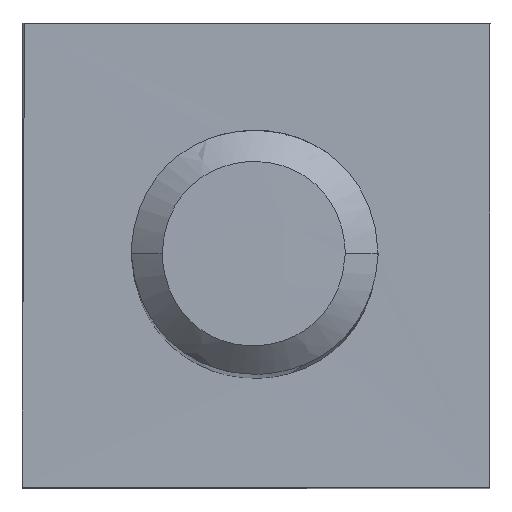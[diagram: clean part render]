
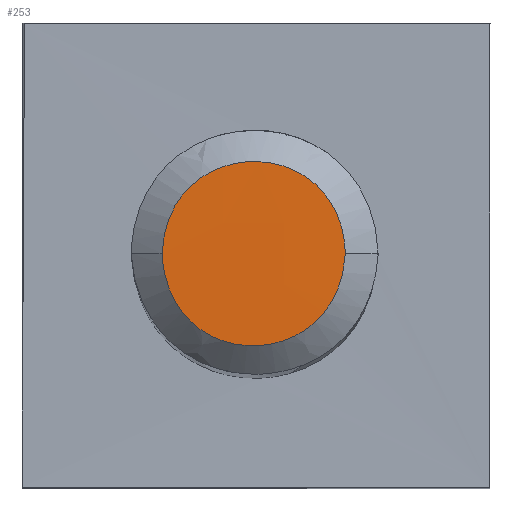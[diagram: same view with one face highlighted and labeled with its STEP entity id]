
A CAD part, top view. The second image highlights one B-rep face of the part: STEP entity #253.
In plain terms, the highlighted free-form (B-spline) face has degree [3, 3] with [4, 4] control points.
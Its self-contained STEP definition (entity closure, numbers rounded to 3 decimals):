
#21 = EDGE_CURVE('',#22,#24,#26,.T.);
#22 = VERTEX_POINT('',#23);
#23 = CARTESIAN_POINT('',(-0.255,0.002,
    0.987));
#24 = VERTEX_POINT('',#25);
#25 = CARTESIAN_POINT('',(0.239,0.002,
    0.987));
#26 = SURFACE_CURVE('',#27,(#32,#55),.PCURVE_S1.);
#27 = B_SPLINE_CURVE_WITH_KNOTS('',3,(#28,#29,#30,#31),.UNSPECIFIED.,.F.
  ,.F.,(4,4),(0.,1.),.PIECEWISE_BEZIER_KNOTS.);
#28 = CARTESIAN_POINT('',(-0.255,0.002,
    0.987));
#29 = CARTESIAN_POINT('',(-0.242,0.332,0.986));
#30 = CARTESIAN_POINT('',(0.229,0.332,0.987)
  );
#31 = CARTESIAN_POINT('',(0.239,0.002,
    0.987));
#32 = PCURVE('',#33,#50);
#33 = B_SPLINE_SURFACE_WITH_KNOTS('',3,3,(
    (#34,#35,#36,#37)
    ,(#38,#39,#40,#41)
    ,(#42,#43,#44,#45)
    ,(#46,#47,#48,#49
    )),.UNSPECIFIED.,.F.,.F.,.F.,(4,4),(4,4),(0.,1.),(0.,1.),
  .PIECEWISE_BEZIER_KNOTS.);
#34 = CARTESIAN_POINT('',(-0.27,0.004,
    0.986));
#35 = CARTESIAN_POINT('',(-0.298,0.001,
    0.956));
#36 = CARTESIAN_POINT('',(-0.327,-0.002,
    0.928));
#37 = CARTESIAN_POINT('',(-0.355,-0.005,
    0.9));
#38 = CARTESIAN_POINT('',(-0.27,0.343,0.986)
  );
#39 = CARTESIAN_POINT('',(-0.301,0.377,0.957)
  );
#40 = CARTESIAN_POINT('',(-0.331,0.414,0.927)
  );
#41 = CARTESIAN_POINT('',(-0.363,0.45,0.901)
  );
#42 = CARTESIAN_POINT('',(0.258,0.34,0.987)
  );
#43 = CARTESIAN_POINT('',(0.286,0.375,0.96));
#44 = CARTESIAN_POINT('',(0.321,0.412,0.93)
  );
#45 = CARTESIAN_POINT('',(0.35,0.448,0.904)
  );
#46 = CARTESIAN_POINT('',(0.256,0.002,
    0.984));
#47 = CARTESIAN_POINT('',(0.289,0.,
    0.956));
#48 = CARTESIAN_POINT('',(0.313,-0.003,
    0.929));
#49 = CARTESIAN_POINT('',(0.345,-0.006,
    0.898));
#50 = DEFINITIONAL_REPRESENTATION('',(#51),#54);
#51 = B_SPLINE_CURVE_WITH_KNOTS('',1,(#52,#53),.UNSPECIFIED.,.F.,.F.,(2,
    2),(0.,1.),.PIECEWISE_BEZIER_KNOTS.);
#52 = CARTESIAN_POINT('',(-0.003,-0.055));
#53 = CARTESIAN_POINT('',(1.001,-0.051));
#54 = ( GEOMETRIC_REPRESENTATION_CONTEXT(2) 
PARAMETRIC_REPRESENTATION_CONTEXT() REPRESENTATION_CONTEXT('2D SPACE',''
  ) );
#55 = PCURVE('',#56,#73);
#56 = B_SPLINE_SURFACE_WITH_KNOTS('',3,3,(
    (#57,#58,#59,#60)
    ,(#61,#62,#63,#64)
    ,(#65,#66,#67,#68)
    ,(#69,#70,#71,#72
    )),.UNSPECIFIED.,.F.,.F.,.F.,(4,4),(4,4),(0.,1.),(0.,1.),
  .PIECEWISE_BEZIER_KNOTS.);
#57 = CARTESIAN_POINT('',(-0.261,-0.261,0.986
    ));
#58 = CARTESIAN_POINT('',(-0.262,-0.087,
    0.987));
#59 = CARTESIAN_POINT('',(-0.261,0.084,
    0.986));
#60 = CARTESIAN_POINT('',(-0.261,0.256,0.987)
  );
#61 = CARTESIAN_POINT('',(-0.09,-0.26,
    0.986));
#62 = CARTESIAN_POINT('',(-0.086,-0.09,
    0.99));
#63 = CARTESIAN_POINT('',(-0.086,0.087,
    0.986));
#64 = CARTESIAN_POINT('',(-0.087,0.258,
    0.988));
#65 = CARTESIAN_POINT('',(0.087,-0.26,
    0.988));
#66 = CARTESIAN_POINT('',(0.087,-0.088,
    0.988));
#67 = CARTESIAN_POINT('',(0.088,0.084,
    0.99));
#68 = CARTESIAN_POINT('',(0.088,0.258,
    0.987));
#69 = CARTESIAN_POINT('',(0.261,-0.264,0.986)
  );
#70 = CARTESIAN_POINT('',(0.262,-0.089,
    0.989));
#71 = CARTESIAN_POINT('',(0.262,0.083,0.988
    ));
#72 = CARTESIAN_POINT('',(0.262,0.256,0.987)
  );
#73 = DEFINITIONAL_REPRESENTATION('',(#74),#100);
#74 = B_SPLINE_CURVE_WITH_KNOTS('',3,(#75,#76,#77,#78,#79,#80,#81,#82,
    #83,#84,#85,#86,#87,#88,#89,#90,#91,#92,#93,#94,#95,#96,#97,#98,#99)
  ,.UNSPECIFIED.,.F.,.F.,(4,1,1,1,1,1,1,1,1,1,1,1,1,1,1,1,1,1,1,1,1,1,4)
  ,(0.,0.045,0.091,0.136,
    0.182,0.227,0.273,0.318,
    0.364,0.409,0.455,0.5,0.545,
    0.591,0.636,0.682,0.727,
    0.773,0.818,0.864,0.909,
    0.955,1.),.QUASI_UNIFORM_KNOTS.);
#75 = CARTESIAN_POINT('',(0.012,0.507));
#76 = CARTESIAN_POINT('',(0.013,0.536));
#77 = CARTESIAN_POINT('',(0.019,0.592));
#78 = CARTESIAN_POINT('',(0.037,0.667));
#79 = CARTESIAN_POINT('',(0.065,0.734));
#80 = CARTESIAN_POINT('',(0.1,0.794));
#81 = CARTESIAN_POINT('',(0.143,0.845));
#82 = CARTESIAN_POINT('',(0.191,0.888));
#83 = CARTESIAN_POINT('',(0.244,0.923));
#84 = CARTESIAN_POINT('',(0.301,0.951));
#85 = CARTESIAN_POINT('',(0.362,0.97));
#86 = CARTESIAN_POINT('',(0.423,0.982));
#87 = CARTESIAN_POINT('',(0.486,0.986));
#88 = CARTESIAN_POINT('',(0.549,0.982));
#89 = CARTESIAN_POINT('',(0.611,0.97));
#90 = CARTESIAN_POINT('',(0.671,0.95));
#91 = CARTESIAN_POINT('',(0.728,0.923));
#92 = CARTESIAN_POINT('',(0.78,0.888));
#93 = CARTESIAN_POINT('',(0.828,0.845));
#94 = CARTESIAN_POINT('',(0.87,0.794));
#95 = CARTESIAN_POINT('',(0.905,0.735));
#96 = CARTESIAN_POINT('',(0.932,0.668));
#97 = CARTESIAN_POINT('',(0.95,0.593));
#98 = CARTESIAN_POINT('',(0.956,0.538));
#99 = CARTESIAN_POINT('',(0.957,0.509));
#100 = ( GEOMETRIC_REPRESENTATION_CONTEXT(2) 
PARAMETRIC_REPRESENTATION_CONTEXT() REPRESENTATION_CONTEXT('2D SPACE',''
  ) );
#126 = B_SPLINE_SURFACE_WITH_KNOTS('',3,3,(
    (#127,#128,#129,#130)
    ,(#131,#132,#133,#134)
    ,(#135,#136,#137,#138)
    ,(#139,#140,#141,#142
    )),.UNSPECIFIED.,.F.,.F.,.F.,(4,4),(4,4),(0.,1.),(0.,1.),
  .PIECEWISE_BEZIER_KNOTS.);
#127 = CARTESIAN_POINT('',(0.253,0.007,
    0.982));
#128 = CARTESIAN_POINT('',(0.285,0.003,
    0.952));
#129 = CARTESIAN_POINT('',(0.312,0.007,
    0.929));
#130 = CARTESIAN_POINT('',(0.344,0.003,
    0.897));
#131 = CARTESIAN_POINT('',(0.263,-0.33,0.983));
#132 = CARTESIAN_POINT('',(0.291,-0.369,0.957
    ));
#133 = CARTESIAN_POINT('',(0.326,-0.415,0.929
    ));
#134 = CARTESIAN_POINT('',(0.356,-0.453,0.9
    ));
#135 = CARTESIAN_POINT('',(-0.278,-0.336,
    0.985));
#136 = CARTESIAN_POINT('',(-0.307,-0.376,
    0.96));
#137 = CARTESIAN_POINT('',(-0.338,-0.422,
    0.927));
#138 = CARTESIAN_POINT('',(-0.37,-0.46,0.906
    ));
#139 = CARTESIAN_POINT('',(-0.263,0.003,
    0.986));
#140 = CARTESIAN_POINT('',(-0.296,0.,
    0.958));
#141 = CARTESIAN_POINT('',(-0.325,0.005,
    0.933));
#142 = CARTESIAN_POINT('',(-0.355,0.002,
    0.903));
#253 = ADVANCED_FACE('',(#254),#56,.T.);
#254 = FACE_BOUND('',#255,.F.);
#255 = EDGE_LOOP('',(#256,#257));
#256 = ORIENTED_EDGE('',*,*,#21,.T.);
#257 = ORIENTED_EDGE('',*,*,#258,.T.);
#258 = EDGE_CURVE('',#24,#22,#259,.T.);
#259 = SURFACE_CURVE('',#260,(#265,#273),.PCURVE_S1.);
#260 = B_SPLINE_CURVE_WITH_KNOTS('',3,(#261,#262,#263,#264),
  .UNSPECIFIED.,.F.,.F.,(4,4),(0.,1.),.PIECEWISE_BEZIER_KNOTS.);
#261 = CARTESIAN_POINT('',(0.239,0.002,
    0.987));
#262 = CARTESIAN_POINT('',(0.221,-0.329,0.988
    ));
#263 = CARTESIAN_POINT('',(-0.24,-0.331,0.986
    ));
#264 = CARTESIAN_POINT('',(-0.255,0.002,
    0.987));
#265 = PCURVE('',#56,#266);
#266 = DEFINITIONAL_REPRESENTATION('',(#267),#272);
#267 = B_SPLINE_CURVE_WITH_KNOTS('',3,(#268,#269,#270,#271),
  .UNSPECIFIED.,.F.,.F.,(4,4),(0.,1.),.PIECEWISE_BEZIER_KNOTS.);
#268 = CARTESIAN_POINT('',(0.957,0.509));
#269 = CARTESIAN_POINT('',(0.923,-0.127));
#270 = CARTESIAN_POINT('',(0.042,-0.138));
#271 = CARTESIAN_POINT('',(0.012,0.507));
#272 = ( GEOMETRIC_REPRESENTATION_CONTEXT(2) 
PARAMETRIC_REPRESENTATION_CONTEXT() REPRESENTATION_CONTEXT('2D SPACE',''
  ) );
#273 = PCURVE('',#126,#274);
#274 = DEFINITIONAL_REPRESENTATION('',(#275),#286);
#275 = B_SPLINE_CURVE_WITH_KNOTS('',9,(#276,#277,#278,#279,#280,#281,
    #282,#283,#284,#285),.UNSPECIFIED.,.F.,.F.,(10,10),(0.,1.),
  .PIECEWISE_BEZIER_KNOTS.);
#276 = CARTESIAN_POINT('',(0.005,-0.049));
#277 = CARTESIAN_POINT('',(0.117,-0.042));
#278 = CARTESIAN_POINT('',(0.269,0.006));
#279 = CARTESIAN_POINT('',(0.314,-0.399));
#280 = CARTESIAN_POINT('',(0.523,1.006));
#281 = CARTESIAN_POINT('',(0.483,-1.458));
#282 = CARTESIAN_POINT('',(0.69,1.184));
#283 = CARTESIAN_POINT('',(0.74,-0.586));
#284 = CARTESIAN_POINT('',(0.89,0.052));
#285 = CARTESIAN_POINT('',(0.998,-0.021));
#286 = ( GEOMETRIC_REPRESENTATION_CONTEXT(2) 
PARAMETRIC_REPRESENTATION_CONTEXT() REPRESENTATION_CONTEXT('2D SPACE',''
  ) );
